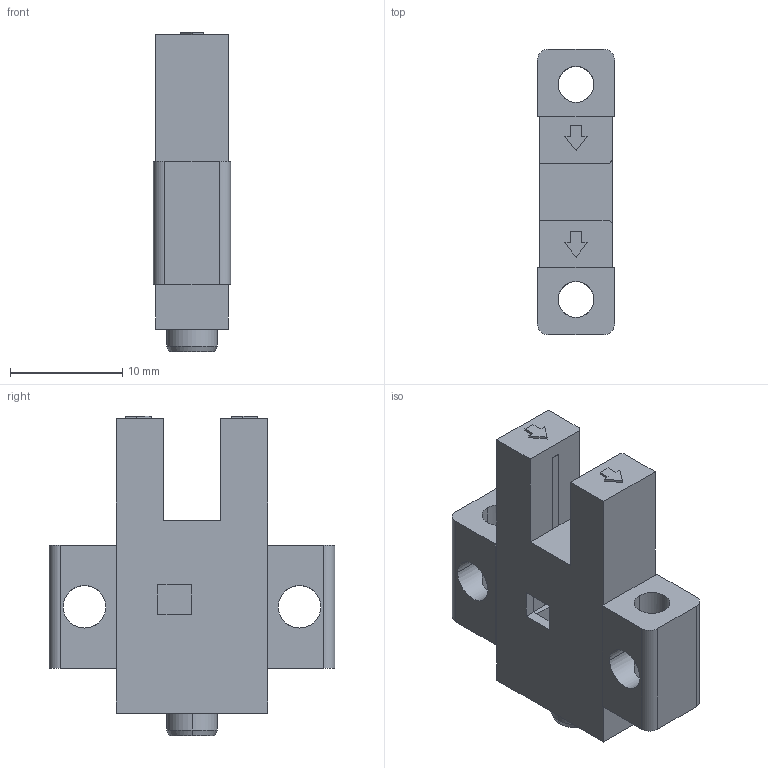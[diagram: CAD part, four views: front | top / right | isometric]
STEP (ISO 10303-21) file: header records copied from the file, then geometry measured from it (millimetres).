
FILE_DESCRIPTION((''),'2;1');
FILE_NAME('670WR-0308_24','2020-07-19T',('admin'),(''),'PRO/ENGINEER BY PARAMETRIC TECHNOLOGY CORPORATION, 2008380','PRO/ENGINEER BY PARAMETRIC TECHNOLOGY CORPORATION, 2008380','');
FILE_SCHEMA(('CONFIG_CONTROL_DESIGN'));
Length unit declared in the file: millimetre
Products named in the file (1): 670WR-0308_24
Bounding box: 6.9 x 25.5 x 28.5 mm (x, y, z)
Volume: 1443.1 mm3; surface area: 3687.2 mm2
Topology: 1 solids, 2 shells, 246 faces, 712 edges, 464 vertices
Faces by surface type: plane 204, cylinder 38, cone 4
Entity records: 8300 total; most frequent: CARTESIAN_POINT 1679, ORIENTED_EDGE 1424, DIRECTION 1282, EDGE_CURVE 712, VECTOR 620, LINE 620, VERTEX_POINT 464, AXIS2_PLACEMENT_3D 331
